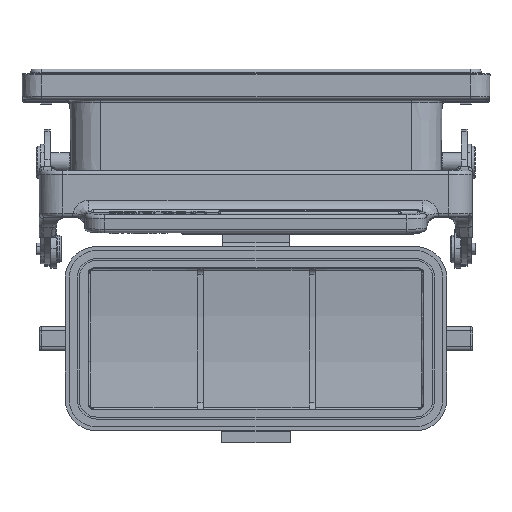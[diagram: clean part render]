
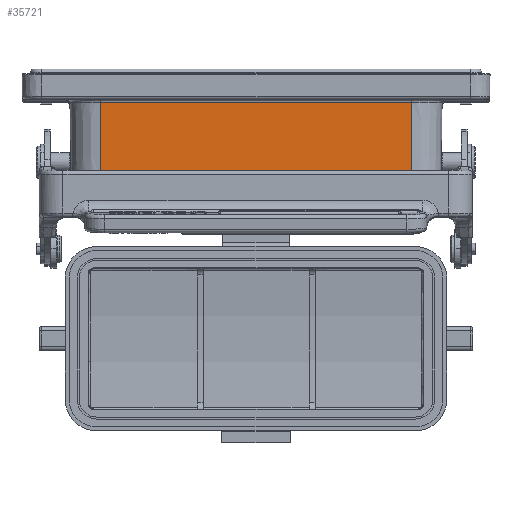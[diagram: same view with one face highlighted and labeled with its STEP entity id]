
A CAD part, top view. The second image highlights one B-rep face of the part: STEP entity #35721.
In plain terms, the highlighted planar face has unit normal (0, -0.009, 1).
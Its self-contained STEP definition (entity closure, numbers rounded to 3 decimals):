
#6040=DIRECTION('',(0.,1.,0.009));
#6041=VECTOR('',#6040,18.208);
#6042=CARTESIAN_POINT('',(39.25,0.,21.5));
#6043=LINE('',#6042,#6041);
#6542=DIRECTION('',(1.,0.,0.));
#6543=VECTOR('',#6542,78.5);
#6544=CARTESIAN_POINT('',(-39.25,0.,21.5));
#6545=LINE('',#6544,#6543);
#6558=DIRECTION('',(0.,-1.,-0.009));
#6559=VECTOR('',#6558,18.208);
#6560=CARTESIAN_POINT('',(-39.25,18.207,21.659));
#6561=LINE('',#6560,#6559);
#6849=DIRECTION('',(-1.,0.,0.));
#6850=VECTOR('',#6849,78.5);
#6851=CARTESIAN_POINT('',(39.25,18.207,21.659));
#6852=LINE('',#6851,#6850);
#19578=CARTESIAN_POINT('',(-39.25,0.,21.5));
#19580=VERTEX_POINT('',#19578);
#19583=CARTESIAN_POINT('',(39.25,0.,21.5));
#19585=VERTEX_POINT('',#19583);
#19945=CARTESIAN_POINT('',(39.25,18.207,21.659));
#19946=VERTEX_POINT('',#19945);
#19947=CARTESIAN_POINT('',(-39.25,18.207,
21.659));
#19948=VERTEX_POINT('',#19947);
#35708=CARTESIAN_POINT('',(-49.316,0.,21.5));
#35709=DIRECTION('',(0.,-0.009,1.));
#35710=DIRECTION('',(-1.,0.,0.));
#35711=AXIS2_PLACEMENT_3D('',#35708,#35709,#35710);
#35712=PLANE('',#35711);
#35713=ORIENTED_EDGE('',*,*,#35696,.F.);
#35715=ORIENTED_EDGE('',*,*,#35714,.F.);
#35717=ORIENTED_EDGE('',*,*,#35716,.F.);
#35718=ORIENTED_EDGE('',*,*,#35126,.F.);
#35719=EDGE_LOOP('',(#35713,#35715,#35717,#35718));
#35720=FACE_OUTER_BOUND('',#35719,.F.);
#35721=ADVANCED_FACE('',(#35720),#35712,.T.);
#35126=EDGE_CURVE('',#19585,#19946,#6043,.T.);
#35696=EDGE_CURVE('',#19580,#19585,#6545,.T.);
#35714=EDGE_CURVE('',#19948,#19580,#6561,.T.);
#35716=EDGE_CURVE('',#19946,#19948,#6852,.T.);
